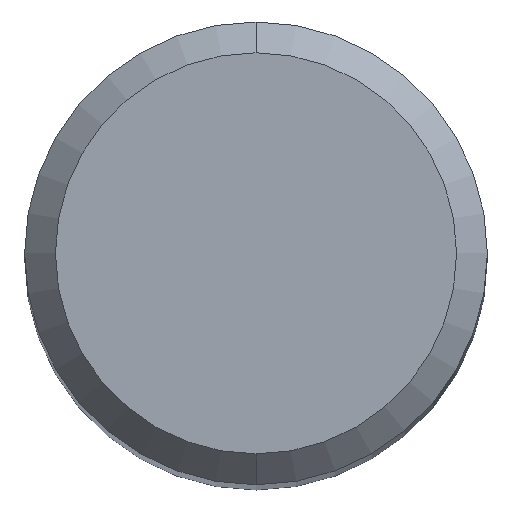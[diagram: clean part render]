
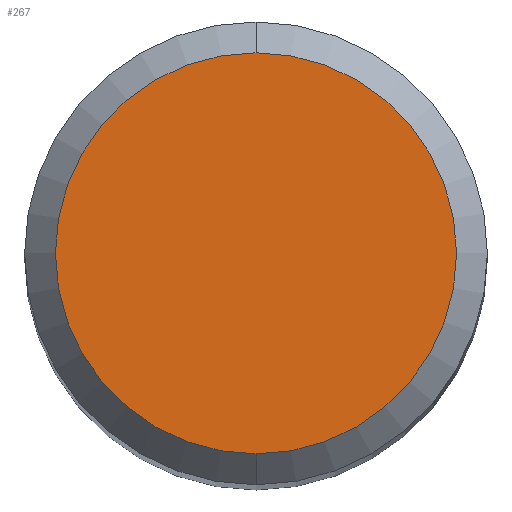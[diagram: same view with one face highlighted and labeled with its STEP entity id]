
A CAD part, top view. The second image highlights one B-rep face of the part: STEP entity #267.
In plain terms, the highlighted planar face has unit normal (0, 0, 1).
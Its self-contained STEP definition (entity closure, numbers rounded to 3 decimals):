
#215=VERTEX_POINT('',#530);
#267=ADVANCED_FACE('',(#586),#587,.T.);
#349=EDGE_CURVE('',#215,#359,#676,.T.);
#359=VERTEX_POINT('',#687);
#459=EDGE_CURVE('',#359,#215,#795,.T.);
#530=CARTESIAN_POINT('',(0.,-2.6,0.0));
#586=FACE_OUTER_BOUND('',#997,.T.);
#587=PLANE('',#998);
#676=CIRCLE('',#1119,2.6);
#687=CARTESIAN_POINT('',(0.0,2.6,0.0));
#795=CIRCLE('',#1428,2.6);
#997=EDGE_LOOP('',(#1577,#1578));
#998=AXIS2_PLACEMENT_3D('',#1579,#1580,#1581);
#1119=AXIS2_PLACEMENT_3D('',#1666,#1667,#1668);
#1428=AXIS2_PLACEMENT_3D('',#1793,#1794,#1795);
#1577=ORIENTED_EDGE('',*,*,#459,.F.);
#1578=ORIENTED_EDGE('',*,*,#349,.F.);
#1579=CARTESIAN_POINT('',(0.0,1.3,0.0));
#1580=DIRECTION('',(-0.0,0.0,1.0));
#1581=DIRECTION('',(0.0,-1.0,0.0));
#1666=CARTESIAN_POINT('',(0.0,0.0,0.0));
#1667=DIRECTION('',(0.0,0.0,-1.0));
#1668=DIRECTION('',(0.0,1.0,0.0));
#1793=CARTESIAN_POINT('',(0.0,0.0,0.0));
#1794=DIRECTION('',(0.0,0.0,-1.0));
#1795=DIRECTION('',(0.0,1.0,0.0));
